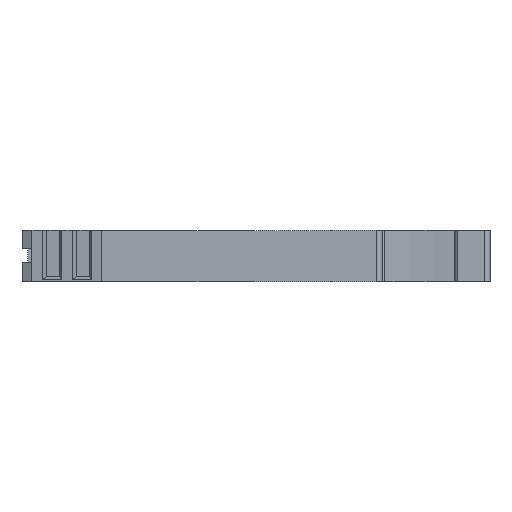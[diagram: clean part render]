
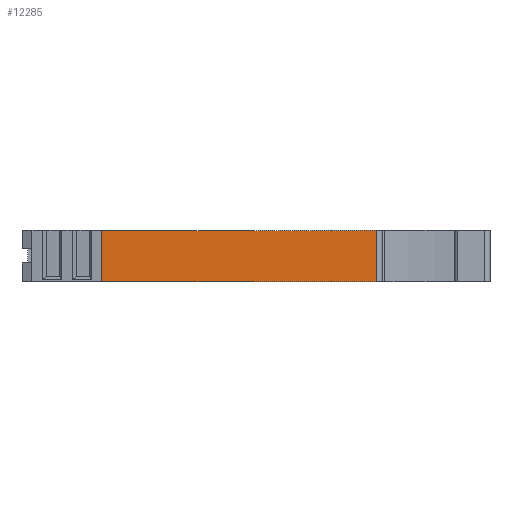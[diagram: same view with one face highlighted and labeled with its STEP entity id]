
A CAD part, left-side view. The second image highlights one B-rep face of the part: STEP entity #12285.
In plain terms, the highlighted planar face has unit normal (-1, 0, 0).
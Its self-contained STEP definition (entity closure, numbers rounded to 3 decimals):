
#32 = PLANE('',#33);
#33 = AXIS2_PLACEMENT_3D('',#34,#35,#36);
#34 = CARTESIAN_POINT('',(-0.05,0.5,5.1));
#35 = DIRECTION('',(0.,0.,1.));
#36 = DIRECTION('',(1.,0.,0.));
#156 = PLANE('',#157);
#157 = AXIS2_PLACEMENT_3D('',#158,#159,#160);
#158 = CARTESIAN_POINT('',(-42.116,39.5,5.1));
#159 = DIRECTION('',(-0.99,0.139,0.));
#160 = DIRECTION('',(-0.139,-0.99,0.));
#3623 = VERTEX_POINT('',#3624);
#3624 = CARTESIAN_POINT('',(-43.1,5.,5.1));
#3639 = CYLINDRICAL_SURFACE('',#3640,0.5);
#3640 = AXIS2_PLACEMENT_3D('',#3641,#3642,#3643);
#3641 = CARTESIAN_POINT('',(-42.6,5.,5.1));
#3642 = DIRECTION('',(0.,0.,1.));
#3643 = DIRECTION('',(1.,0.,0.));
#3651 = EDGE_CURVE('',#3652,#3623,#3654,.T.);
#3652 = VERTEX_POINT('',#3653);
#3653 = CARTESIAN_POINT('',(-43.1,32.5,5.1));
#3654 = SURFACE_CURVE('',#3655,(#3659,#3666),.PCURVE_S1.);
#3655 = LINE('',#3656,#3657);
#3656 = CARTESIAN_POINT('',(-43.1,32.5,5.1));
#3657 = VECTOR('',#3658,1.);
#3658 = DIRECTION('',(0.,-1.,0.));
#3659 = PCURVE('',#32,#3660);
#3660 = DEFINITIONAL_REPRESENTATION('',(#3661),#3665);
#3661 = LINE('',#3662,#3663);
#3662 = CARTESIAN_POINT('',(-43.05,32.));
#3663 = VECTOR('',#3664,1.);
#3664 = DIRECTION('',(0.,-1.));
#3665 = ( GEOMETRIC_REPRESENTATION_CONTEXT(2) 
PARAMETRIC_REPRESENTATION_CONTEXT() REPRESENTATION_CONTEXT('2D SPACE',''
  ) );
#3666 = PCURVE('',#3667,#3672);
#3667 = PLANE('',#3668);
#3668 = AXIS2_PLACEMENT_3D('',#3669,#3670,#3671);
#3669 = CARTESIAN_POINT('',(-43.1,32.5,5.1));
#3670 = DIRECTION('',(-1.,0.,0.));
#3671 = DIRECTION('',(0.,-1.,0.));
#3672 = DEFINITIONAL_REPRESENTATION('',(#3673),#3677);
#3673 = LINE('',#3674,#3675);
#3674 = CARTESIAN_POINT('',(0.,0.));
#3675 = VECTOR('',#3676,1.);
#3676 = DIRECTION('',(1.,0.));
#3677 = ( GEOMETRIC_REPRESENTATION_CONTEXT(2) 
PARAMETRIC_REPRESENTATION_CONTEXT() REPRESENTATION_CONTEXT('2D SPACE',''
  ) );
#5217 = VERTEX_POINT('',#5218);
#5218 = CARTESIAN_POINT('',(-43.1,32.5,0.));
#5232 = PLANE('',#5233);
#5233 = AXIS2_PLACEMENT_3D('',#5234,#5235,#5236);
#5234 = CARTESIAN_POINT('',(-0.05,0.5,0.));
#5235 = DIRECTION('',(0.,0.,1.));
#5236 = DIRECTION('',(1.,0.,0.));
#5334 = EDGE_CURVE('',#3652,#5217,#5335,.T.);
#5335 = SURFACE_CURVE('',#5336,(#5340,#5347),.PCURVE_S1.);
#5336 = LINE('',#5337,#5338);
#5337 = CARTESIAN_POINT('',(-43.1,32.5,5.1));
#5338 = VECTOR('',#5339,1.);
#5339 = DIRECTION('',(0.,0.,-1.));
#5340 = PCURVE('',#156,#5341);
#5341 = DEFINITIONAL_REPRESENTATION('',(#5342),#5346);
#5342 = LINE('',#5343,#5344);
#5343 = CARTESIAN_POINT('',(7.069,0.));
#5344 = VECTOR('',#5345,1.);
#5345 = DIRECTION('',(0.,-1.));
#5346 = ( GEOMETRIC_REPRESENTATION_CONTEXT(2) 
PARAMETRIC_REPRESENTATION_CONTEXT() REPRESENTATION_CONTEXT('2D SPACE',''
  ) );
#5347 = PCURVE('',#3667,#5348);
#5348 = DEFINITIONAL_REPRESENTATION('',(#5349),#5353);
#5349 = LINE('',#5350,#5351);
#5350 = CARTESIAN_POINT('',(0.,0.));
#5351 = VECTOR('',#5352,1.);
#5352 = DIRECTION('',(0.,-1.));
#5353 = ( GEOMETRIC_REPRESENTATION_CONTEXT(2) 
PARAMETRIC_REPRESENTATION_CONTEXT() REPRESENTATION_CONTEXT('2D SPACE',''
  ) );
#6928 = EDGE_CURVE('',#5217,#6929,#6931,.T.);
#6929 = VERTEX_POINT('',#6930);
#6930 = CARTESIAN_POINT('',(-43.1,5.,0.));
#6931 = SURFACE_CURVE('',#6932,(#6936,#6943),.PCURVE_S1.);
#6932 = LINE('',#6933,#6934);
#6933 = CARTESIAN_POINT('',(-43.1,32.5,0.));
#6934 = VECTOR('',#6935,1.);
#6935 = DIRECTION('',(0.,-1.,0.));
#6936 = PCURVE('',#5232,#6937);
#6937 = DEFINITIONAL_REPRESENTATION('',(#6938),#6942);
#6938 = LINE('',#6939,#6940);
#6939 = CARTESIAN_POINT('',(-43.05,32.));
#6940 = VECTOR('',#6941,1.);
#6941 = DIRECTION('',(0.,-1.));
#6942 = ( GEOMETRIC_REPRESENTATION_CONTEXT(2) 
PARAMETRIC_REPRESENTATION_CONTEXT() REPRESENTATION_CONTEXT('2D SPACE',''
  ) );
#6943 = PCURVE('',#3667,#6944);
#6944 = DEFINITIONAL_REPRESENTATION('',(#6945),#6949);
#6945 = LINE('',#6946,#6947);
#6946 = CARTESIAN_POINT('',(0.,-5.1));
#6947 = VECTOR('',#6948,1.);
#6948 = DIRECTION('',(1.,0.));
#6949 = ( GEOMETRIC_REPRESENTATION_CONTEXT(2) 
PARAMETRIC_REPRESENTATION_CONTEXT() REPRESENTATION_CONTEXT('2D SPACE',''
  ) );
#12285 = ADVANCED_FACE('',(#12286),#3667,.T.);
#12286 = FACE_BOUND('',#12287,.F.);
#12287 = EDGE_LOOP('',(#12288,#12289,#12310,#12311));
#12288 = ORIENTED_EDGE('',*,*,#3651,.T.);
#12289 = ORIENTED_EDGE('',*,*,#12290,.F.);
#12290 = EDGE_CURVE('',#6929,#3623,#12291,.T.);
#12291 = SURFACE_CURVE('',#12292,(#12296,#12303),.PCURVE_S1.);
#12292 = LINE('',#12293,#12294);
#12293 = CARTESIAN_POINT('',(-43.1,5.,0.));
#12294 = VECTOR('',#12295,1.);
#12295 = DIRECTION('',(0.,0.,1.));
#12296 = PCURVE('',#3667,#12297);
#12297 = DEFINITIONAL_REPRESENTATION('',(#12298),#12302);
#12298 = LINE('',#12299,#12300);
#12299 = CARTESIAN_POINT('',(27.5,-5.1));
#12300 = VECTOR('',#12301,1.);
#12301 = DIRECTION('',(0.,1.));
#12302 = ( GEOMETRIC_REPRESENTATION_CONTEXT(2) 
PARAMETRIC_REPRESENTATION_CONTEXT() REPRESENTATION_CONTEXT('2D SPACE',''
  ) );
#12303 = PCURVE('',#3639,#12304);
#12304 = DEFINITIONAL_REPRESENTATION('',(#12305),#12309);
#12305 = LINE('',#12306,#12307);
#12306 = CARTESIAN_POINT('',(3.142,-5.1));
#12307 = VECTOR('',#12308,1.);
#12308 = DIRECTION('',(0.,1.));
#12309 = ( GEOMETRIC_REPRESENTATION_CONTEXT(2) 
PARAMETRIC_REPRESENTATION_CONTEXT() REPRESENTATION_CONTEXT('2D SPACE',''
  ) );
#12310 = ORIENTED_EDGE('',*,*,#6928,.F.);
#12311 = ORIENTED_EDGE('',*,*,#5334,.F.);
